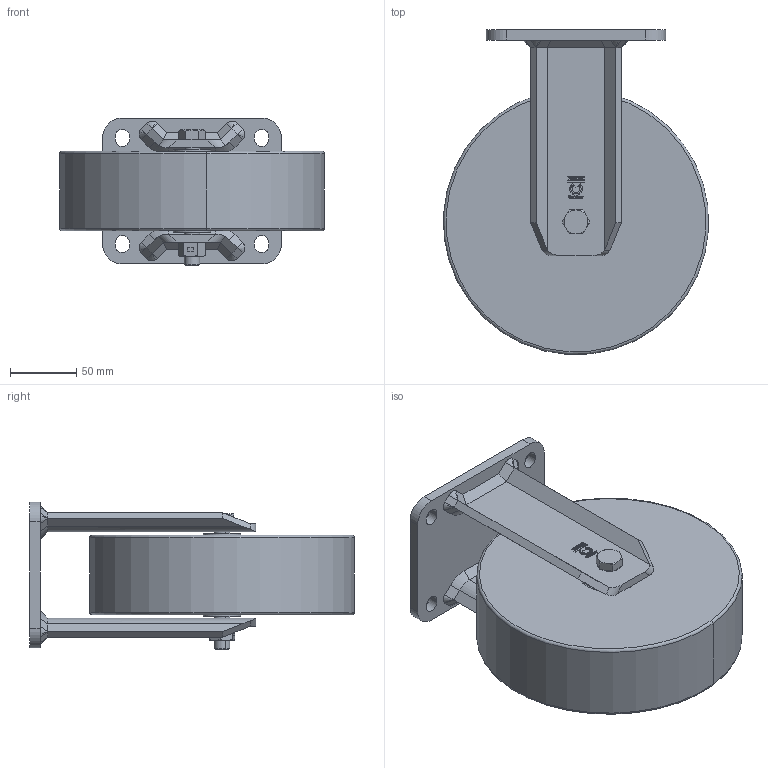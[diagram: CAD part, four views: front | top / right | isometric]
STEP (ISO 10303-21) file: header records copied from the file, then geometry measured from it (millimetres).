
FILE_DESCRIPTION (( 'STEP AP214' ), '1' );
FILE_NAME ('0015370_B-HB-STS-200-K.STEP', '2015-08-10T09:58:23', ( '' ), ( '' ), 'SwSTEP 2.0', 'SolidWorks 2014', '' );
FILE_SCHEMA (( 'AUTOMOTIVE_DESIGN' ));
Length unit declared in the file: millimetre
Products named in the file (2): 0015370_B-HB-STS-200-K
Bounding box: 199.62 x 244.81 x 111.5 mm (x, y, z)
Volume: 2105728 mm3; surface area: 233216.7 mm2
Topology: 19 solids, 19 shells, 809 faces, 2051 edges, 1322 vertices
Faces by surface type: plane 404, bspline 214, cylinder 117, torus 50, cone 24
Entity records: 37741 total; most frequent: CARTESIAN_POINT 10380, ORIENTED_EDGE 4086, DIRECTION 3101, EDGE_CURVE 2043, VERTEX_POINT 1322, VECTOR 1235, LINE 1235, AXIS2_PLACEMENT_3D 933
